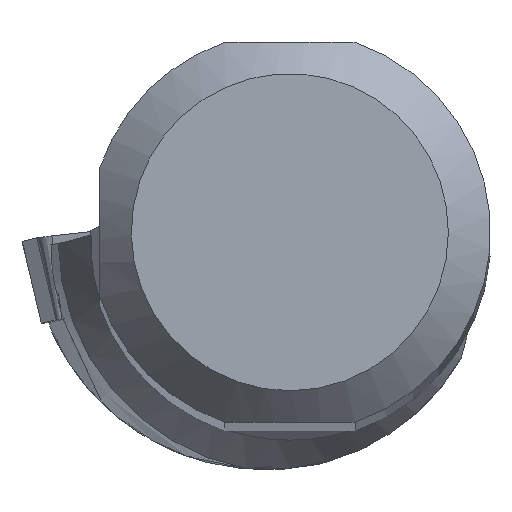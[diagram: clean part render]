
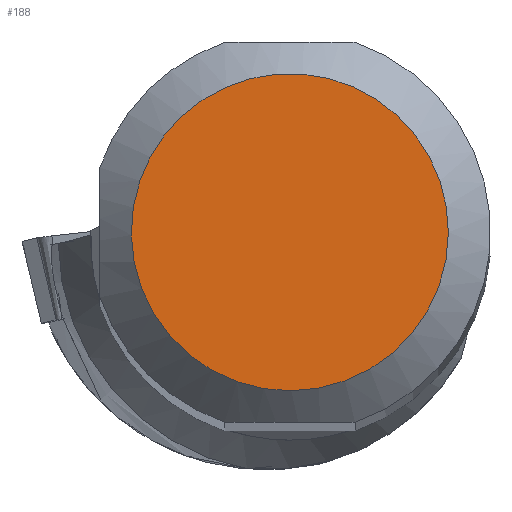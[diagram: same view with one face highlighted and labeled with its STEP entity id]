
A CAD part, top view. The second image highlights one B-rep face of the part: STEP entity #188.
In plain terms, the highlighted planar face has unit normal (0, 0, 1).
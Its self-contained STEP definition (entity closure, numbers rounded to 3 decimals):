
#148=FACE_OUTER_BOUND('',#371,.T.);
#188=ADVANCED_FACE('CU_SU_BP3',(#148),#216,.T.);
#216=PLANE('',#974);
#371=EDGE_LOOP('',(#527));
#527=ORIENTED_EDGE('',*,*,#770,.T.);
#676=VERTEX_POINT('',#1591);
#770=EDGE_CURVE('',#676,#676,#819,.T.);
#819=CIRCLE('',#973,7.516);
#973=AXIS2_PLACEMENT_3D('',#1590,#1163,#1164);
#974=AXIS2_PLACEMENT_3D('',#1592,#1165,#1166);
#1163=DIRECTION('',(0.,0.,1.));
#1164=DIRECTION('',(1.,0.,0.));
#1165=DIRECTION('',(0.,0.,1.));
#1166=DIRECTION('',(1.,0.,0.));
#1590=CARTESIAN_POINT('',(0.,0.,0.));
#1591=CARTESIAN_POINT('',(7.516,0.,0.));
#1592=CARTESIAN_POINT('',(0.,0.,
0.));
